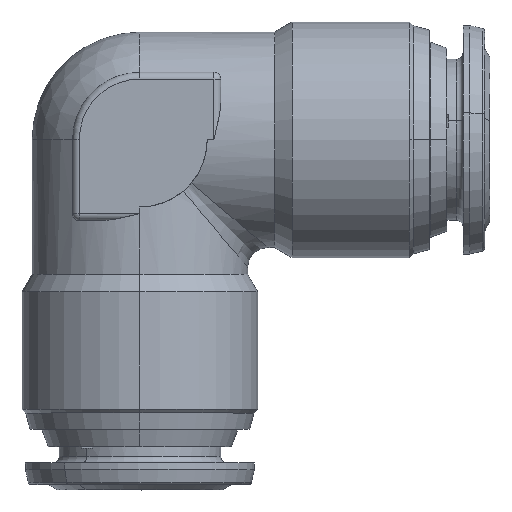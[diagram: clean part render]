
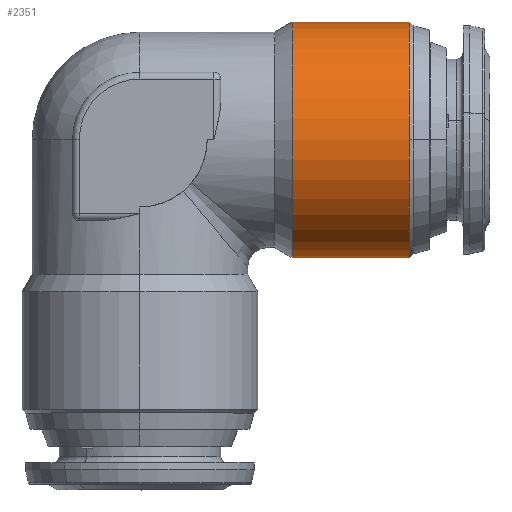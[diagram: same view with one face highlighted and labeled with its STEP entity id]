
A CAD part, top view. The second image highlights one B-rep face of the part: STEP entity #2351.
In plain terms, the highlighted cylindrical face has radius 8.75 mm (diameter 17.5 mm), a partial arc.
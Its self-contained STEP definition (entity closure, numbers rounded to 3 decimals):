
#360 = AXIS2_PLACEMENT_3D ( 'NONE', #1764, #1765, #1773 ) ;
#601 = FACE_OUTER_BOUND ( 'NONE', #774, .T. ) ;
#614 = CYLINDRICAL_SURFACE ( 'NONE', #360, 8.75 ) ;
#774 = EDGE_LOOP ( 'NONE', ( #3594, #3595, #3596, #3597, #3598 ) ) ;
#1196 = EDGE_CURVE ( 'NONE', #1383, #1379, #2458, .T. ) ;
#1204 = EDGE_CURVE ( 'NONE', #1371, #1370, #2471, .T. ) ;
#1227 = EDGE_CURVE ( 'NONE', #1370, #1351, #2495, .T. ) ;
#1228 = EDGE_CURVE ( 'NONE', #1351, #1383, #2499, .T. ) ;
#1229 = EDGE_CURVE ( 'NONE', #1371, #1379, #2501, .T. ) ;
#1351 = VERTEX_POINT ( 'NONE', #3195 ) ;
#1370 = VERTEX_POINT ( 'NONE', #3213 ) ;
#1371 = VERTEX_POINT ( 'NONE', #3214 ) ;
#1379 = VERTEX_POINT ( 'NONE', #3222 ) ;
#1383 = VERTEX_POINT ( 'NONE', #3226 ) ;
#1764 = CARTESIAN_POINT ( 'NONE',  ( 22.4, 22.4, 0. ) ) ;
#1765 = DIRECTION ( 'NONE',  ( 1., 0., 0. ) ) ;
#1773 = DIRECTION ( 'NONE',  ( 0., 1., 0. ) ) ;
#2351 = ADVANCED_FACE ( 'NONE', ( #601 ), #614, .T. ) ;
#2458 = CIRCLE ( 'NONE', #3666, 8.75 ) ;
#2471 = CIRCLE ( 'NONE', #3672, 8.75 ) ;
#2495 = LINE ( 'NONE', #3007, #2500 ) ;
#2499 = CIRCLE ( 'NONE', #3676, 8.75 ) ;
#2500 = VECTOR ( 'NONE', #3012, 1000. ) ;
#2501 = LINE ( 'NONE', #3011, #2503 ) ;
#2503 = VECTOR ( 'NONE', #3006, 1000. ) ;
#2898 = CARTESIAN_POINT ( 'NONE',  ( 20.022, 22.4, 0. ) ) ;
#2899 = DIRECTION ( 'NONE',  ( -1., 0., 0. ) ) ;
#2900 = DIRECTION ( 'NONE',  ( 0., 0., 1. ) ) ;
#2922 = CARTESIAN_POINT ( 'NONE',  ( 11.299, 22.4, 0. ) ) ;
#2923 = DIRECTION ( 'NONE',  ( 1., 0., 0. ) ) ;
#2924 = DIRECTION ( 'NONE',  ( 0., 1., 0. ) ) ;
#3006 = DIRECTION ( 'NONE',  ( 1., 0., 0. ) ) ;
#3007 = CARTESIAN_POINT ( 'NONE',  ( 22.4, 13.65, 0. ) ) ;
#3011 = CARTESIAN_POINT ( 'NONE',  ( 22.4, 31.15, 0. ) ) ;
#3012 = DIRECTION ( 'NONE',  ( 1., 0., 0. ) ) ;
#3013 = CARTESIAN_POINT ( 'NONE',  ( 20.022, 22.4, 0. ) ) ;
#3014 = DIRECTION ( 'NONE',  ( -1., 0., 0. ) ) ;
#3015 = DIRECTION ( 'NONE',  ( 0., 0., 1. ) ) ;
#3195 = CARTESIAN_POINT ( 'NONE',  ( 20.022, 13.65, 0. ) ) ;
#3213 = CARTESIAN_POINT ( 'NONE',  ( 11.299, 13.65, 0. ) ) ;
#3214 = CARTESIAN_POINT ( 'NONE',  ( 11.299, 31.15, 0. ) ) ;
#3222 = CARTESIAN_POINT ( 'NONE',  ( 20.022, 31.15, 0. ) ) ;
#3226 = CARTESIAN_POINT ( 'NONE',  ( 20.022, 22.4, 8.75 ) ) ;
#3594 = ORIENTED_EDGE ( 'NONE', *, *, #1204, .T. ) ;
#3595 = ORIENTED_EDGE ( 'NONE', *, *, #1227, .T. ) ;
#3596 = ORIENTED_EDGE ( 'NONE', *, *, #1228, .T. ) ;
#3597 = ORIENTED_EDGE ( 'NONE', *, *, #1196, .T. ) ;
#3598 = ORIENTED_EDGE ( 'NONE', *, *, #1229, .F. ) ;
#3666 = AXIS2_PLACEMENT_3D ( 'NONE', #2898, #2899, #2900 ) ;
#3672 = AXIS2_PLACEMENT_3D ( 'NONE', #2922, #2923, #2924 ) ;
#3676 = AXIS2_PLACEMENT_3D ( 'NONE', #3013, #3014, #3015 ) ;
